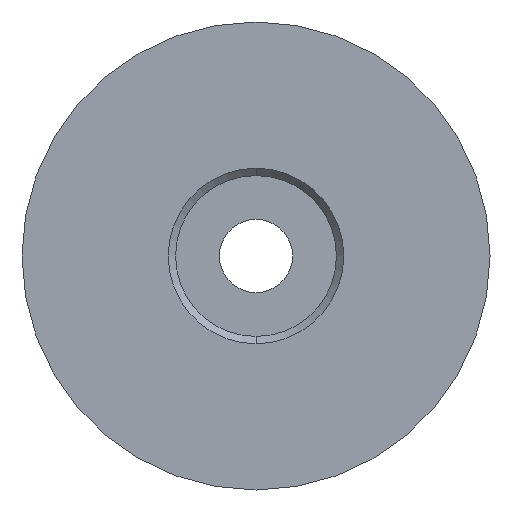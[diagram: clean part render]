
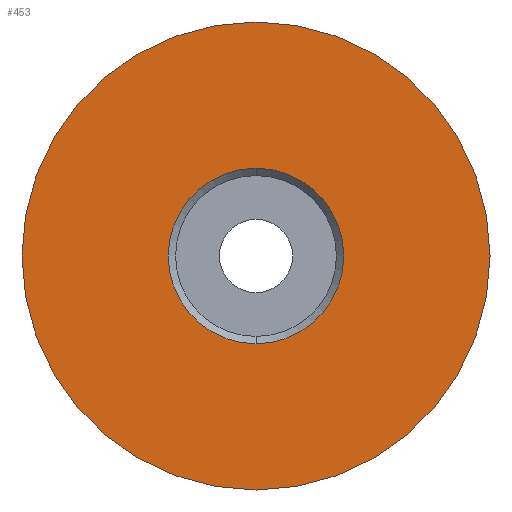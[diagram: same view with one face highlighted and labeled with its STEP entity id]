
A CAD part, front view. The second image highlights one B-rep face of the part: STEP entity #453.
In plain terms, the highlighted planar face has unit normal (0, -1, 0).
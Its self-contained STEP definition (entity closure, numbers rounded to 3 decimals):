
#5 = EDGE_LOOP ( 'NONE', ( #55, #156 ) ) ;
#25 = CIRCLE ( 'NONE', #256, 6. ) ;
#31 = DIRECTION ( 'NONE',  ( 0., 1., 0. ) ) ;
#32 = FACE_OUTER_BOUND ( 'NONE', #5, .T. ) ;
#35 = CARTESIAN_POINT ( 'NONE',  ( 0., 0., 0. ) ) ;
#41 = CARTESIAN_POINT ( 'NONE',  ( 0., 0., 16. ) ) ;
#55 = ORIENTED_EDGE ( 'NONE', *, *, #439, .F. ) ;
#59 = CARTESIAN_POINT ( 'NONE',  ( 0., 0., 0. ) ) ;
#62 = FACE_BOUND ( 'NONE', #606, .T. ) ;
#83 = PLANE ( 'NONE',  #357 ) ;
#86 = EDGE_CURVE ( 'NONE', #556, #339, #472, .T. ) ;
#106 = CARTESIAN_POINT ( 'NONE',  ( 0., 0., 0. ) ) ;
#110 = CIRCLE ( 'NONE', #205, 16. ) ;
#122 = DIRECTION ( 'NONE',  ( 0., 0., 1. ) ) ;
#125 = EDGE_CURVE ( 'NONE', #339, #556, #25, .T. ) ;
#156 = ORIENTED_EDGE ( 'NONE', *, *, #508, .F. ) ;
#166 = DIRECTION ( 'NONE',  ( 0., 0., 1. ) ) ;
#190 = DIRECTION ( 'NONE',  ( 0., 1., 0. ) ) ;
#205 = AXIS2_PLACEMENT_3D ( 'NONE', #493, #190, #243 ) ;
#213 = DIRECTION ( 'NONE',  ( 0., 1., 0. ) ) ;
#228 = DIRECTION ( 'NONE',  ( 0., 1., 0. ) ) ;
#243 = DIRECTION ( 'NONE',  ( 0., 0., 1. ) ) ;
#256 = AXIS2_PLACEMENT_3D ( 'NONE', #106, #310, #166 ) ;
#271 = AXIS2_PLACEMENT_3D ( 'NONE', #59, #213, #462 ) ;
#302 = CIRCLE ( 'NONE', #308, 16. ) ;
#308 = AXIS2_PLACEMENT_3D ( 'NONE', #35, #31, #533 ) ;
#310 = DIRECTION ( 'NONE',  ( 0., 1., 0. ) ) ;
#331 = ORIENTED_EDGE ( 'NONE', *, *, #125, .T. ) ;
#339 = VERTEX_POINT ( 'NONE', #529 ) ;
#357 = AXIS2_PLACEMENT_3D ( 'NONE', #535, #228, #122 ) ;
#439 = EDGE_CURVE ( 'NONE', #520, #589, #302, .T. ) ;
#453 = ADVANCED_FACE ( 'NONE', ( #62, #32 ), #83, .F. ) ;
#462 = DIRECTION ( 'NONE',  ( 0., 0., 1. ) ) ;
#472 = CIRCLE ( 'NONE', #271, 6. ) ;
#493 = CARTESIAN_POINT ( 'NONE',  ( 0., 0., 0. ) ) ;
#508 = EDGE_CURVE ( 'NONE', #589, #520, #110, .T. ) ;
#520 = VERTEX_POINT ( 'NONE', #639 ) ;
#529 = CARTESIAN_POINT ( 'NONE',  ( 0., 0., -6. ) ) ;
#533 = DIRECTION ( 'NONE',  ( 0., 0., 1. ) ) ;
#535 = CARTESIAN_POINT ( 'NONE',  ( 0., 0., 0. ) ) ;
#556 = VERTEX_POINT ( 'NONE', #591 ) ;
#589 = VERTEX_POINT ( 'NONE', #41 ) ;
#591 = CARTESIAN_POINT ( 'NONE',  ( 0., 0., 6. ) ) ;
#606 = EDGE_LOOP ( 'NONE', ( #331, #608 ) ) ;
#608 = ORIENTED_EDGE ( 'NONE', *, *, #86, .T. ) ;
#639 = CARTESIAN_POINT ( 'NONE',  ( 0., 0., -16. ) ) ;
